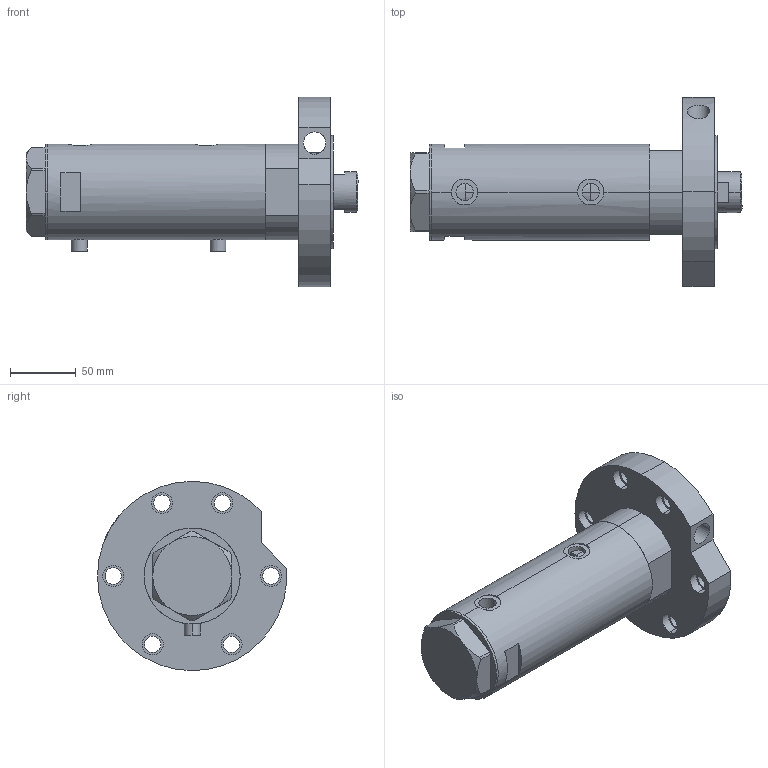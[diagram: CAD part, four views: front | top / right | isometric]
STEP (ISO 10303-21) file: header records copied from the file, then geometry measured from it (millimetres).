
FILE_DESCRIPTION (( 'STEP AP203' ), '1' );
FILE_NAME ('5008.STEP', '2024-02-11T18:05:28', ( '' ), ( '' ), 'SwSTEP 2.0', 'SolidWorks 2019', '' );
FILE_SCHEMA (( 'CONFIG_CONTROL_DESIGN' ));
Length unit declared in the file: millimetre
Products named in the file (6): V270CG_BACK 5757d1750098487781d7031c96fa687f; V270CG_RF211E 5757d1750098487781d7031c96fa687f; V270CG_VC 5757d1750098487781d7031c96fa687f; V270CG_MIDDLE 5757d1750098487781d7031c96fa687f; V270CG_FRONT 5757d1750098487781d7031c96fa687f; 5008
Assembly tree (5 placements, depth 2):
  5008
    V270CG_MIDDLE 5757d1750098487781d7031c96fa687f
    V270CG_BACK 5757d1750098487781d7031c96fa687f
    V270CG_FRONT 5757d1750098487781d7031c96fa687f
    V270CG_VC 5757d1750098487781d7031c96fa687f
    V270CG_RF211E 5757d1750098487781d7031c96fa687f
Bounding box: 252.5 x 143.75 x 144 mm (x, y, z)
Volume: 1168629 mm3; surface area: 201910.7 mm2
Topology: 5 solids, 5 shells, 164 faces, 385 edges, 243 vertices
Faces by surface type: cylinder 84, plane 60, cone 16, torus 4
Entity records: 6103 total; most frequent: CARTESIAN_POINT 1586, DIRECTION 869, ORIENTED_EDGE 766, EDGE_CURVE 383, AXIS2_PLACEMENT_3D 356, VERTEX_POINT 243, EDGE_LOOP 204, CIRCLE 184
